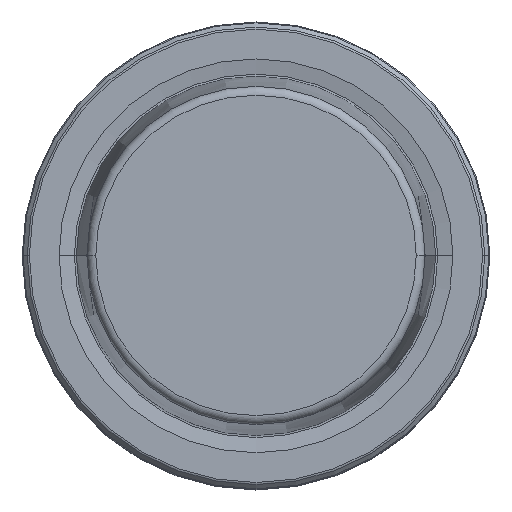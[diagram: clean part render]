
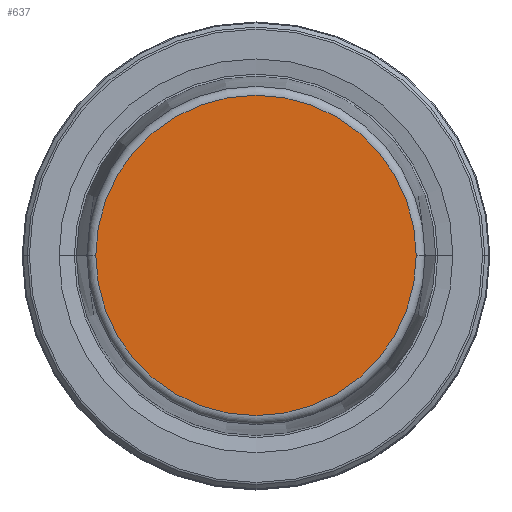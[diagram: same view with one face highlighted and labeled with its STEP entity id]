
A CAD part, top view. The second image highlights one B-rep face of the part: STEP entity #637.
In plain terms, the highlighted planar face has unit normal (0, 0, 1).
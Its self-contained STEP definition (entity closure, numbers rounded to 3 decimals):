
#232 = CARTESIAN_POINT ( 'NONE',  ( 0., 0., 31.9 ) ) ;
#262 = DIRECTION ( 'NONE',  ( 1., 0., 0. ) ) ;
#340 = EDGE_CURVE ( 'NONE', #860, #533, #1175, .T. ) ;
#378 = CARTESIAN_POINT ( 'NONE',  ( 0., 0., 31.9 ) ) ;
#443 = CARTESIAN_POINT ( 'NONE',  ( 0., 0., 31.9 ) ) ;
#449 = AXIS2_PLACEMENT_3D ( 'NONE', #378, #451, #262 ) ;
#451 = DIRECTION ( 'NONE',  ( 0., 0., 1. ) ) ;
#525 = ORIENTED_EDGE ( 'NONE', *, *, #811, .T. ) ;
#533 = VERTEX_POINT ( 'NONE', #652 ) ;
#630 = CARTESIAN_POINT ( 'NONE',  ( -21.581, 0., 31.9 ) ) ;
#637 = ADVANCED_FACE ( 'NONE', ( #1186 ), #1004, .F. ) ;
#642 = ORIENTED_EDGE ( 'NONE', *, *, #340, .T. ) ;
#652 = CARTESIAN_POINT ( 'NONE',  ( 21.581, 0., 31.9 ) ) ;
#678 = EDGE_LOOP ( 'NONE', ( #525, #642 ) ) ;
#717 = AXIS2_PLACEMENT_3D ( 'NONE', #232, #796, #1180 ) ;
#796 = DIRECTION ( 'NONE',  ( 0., 0., -1. ) ) ;
#811 = EDGE_CURVE ( 'NONE', #533, #860, #1005, .T. ) ;
#860 = VERTEX_POINT ( 'NONE', #630 ) ;
#902 = AXIS2_PLACEMENT_3D ( 'NONE', #443, #979, #1057 ) ;
#979 = DIRECTION ( 'NONE',  ( 0., 0., 1. ) ) ;
#1004 = PLANE ( 'NONE',  #717 ) ;
#1005 = CIRCLE ( 'NONE', #902, 21.581 ) ;
#1057 = DIRECTION ( 'NONE',  ( 1., 0., 0. ) ) ;
#1175 = CIRCLE ( 'NONE', #449, 21.581 ) ;
#1180 = DIRECTION ( 'NONE',  ( -1., 0., 0. ) ) ;
#1186 = FACE_OUTER_BOUND ( 'NONE', #678, .T. ) ;
